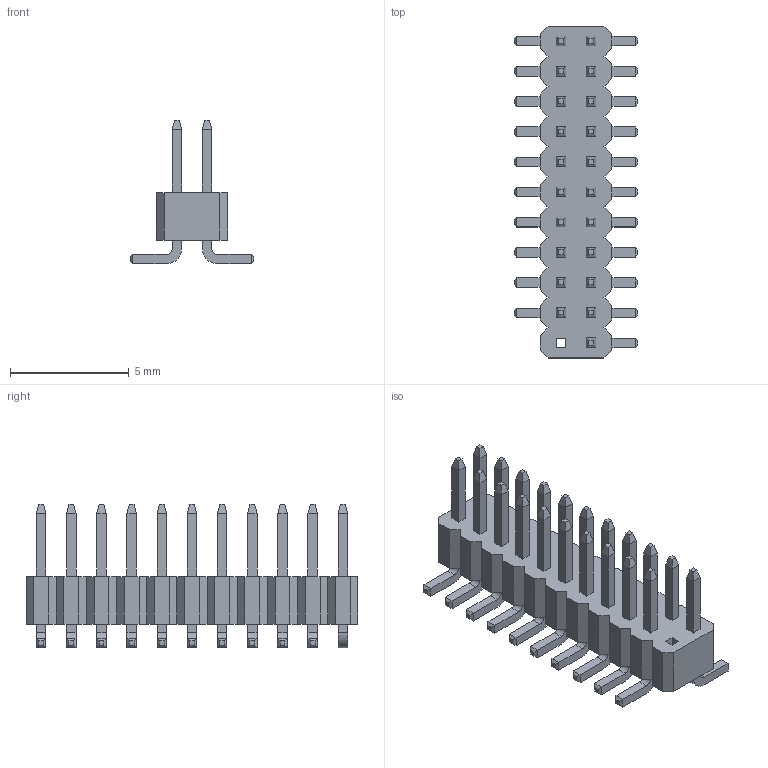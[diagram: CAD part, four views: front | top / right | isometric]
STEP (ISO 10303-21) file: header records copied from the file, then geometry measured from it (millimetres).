
FILE_DESCRIPTION(/* description */ ('STEP AP242','CAx-IF Rec.Pracs.---Representation and Presentation of Product Manufacturing Information (PMI)---4.0---2014-10-13','CAx-IF Rec.Pracs.---3D Tessellated Geometry---0.4---2014-09-14','2;1'),/* implementation_level */ '2;1');
FILE_NAME(/* name */ '64703a359cc5a7076d12462f',/* time_stamp */ '2023-05-26T04:48:54Z',/* author */ (''),/* organization */ (''),/* preprocessor_version */ 'ST-DEVELOPER v19.4',/* originating_system */ ' ',/* authorisation */ ' ');
FILE_SCHEMA (('AP242_MANAGED_MODEL_BASED_3D_ENGINEERING_MIM_LF { 1 0 10303 442 1 1 4 }'));
Length unit declared in the file: metre
Products named in the file (3): 21MTC_ChipQuik; Part 2; Part 1
Assembly tree (22 placements, depth 2):
  21MTC_ChipQuik
    Part 2  x21
    Part 1
Bounding box: 5.2 x 13.97 x 6.05 mm (x, y, z)
Volume: 97 mm3; surface area: 474.6 mm2
Topology: 22 solids, 22 shells, 536 faces, 1308 edges, 816 vertices
Faces by surface type: plane 494, cylinder 42
Entity records: 5968 total; most frequent: CARTESIAN_POINT 1043, ORIENTED_EDGE 1016, DIRECTION 910, EDGE_CURVE 508, LINE 504, VECTOR 504, VERTEX_POINT 336, EDGE_LOOP 220
